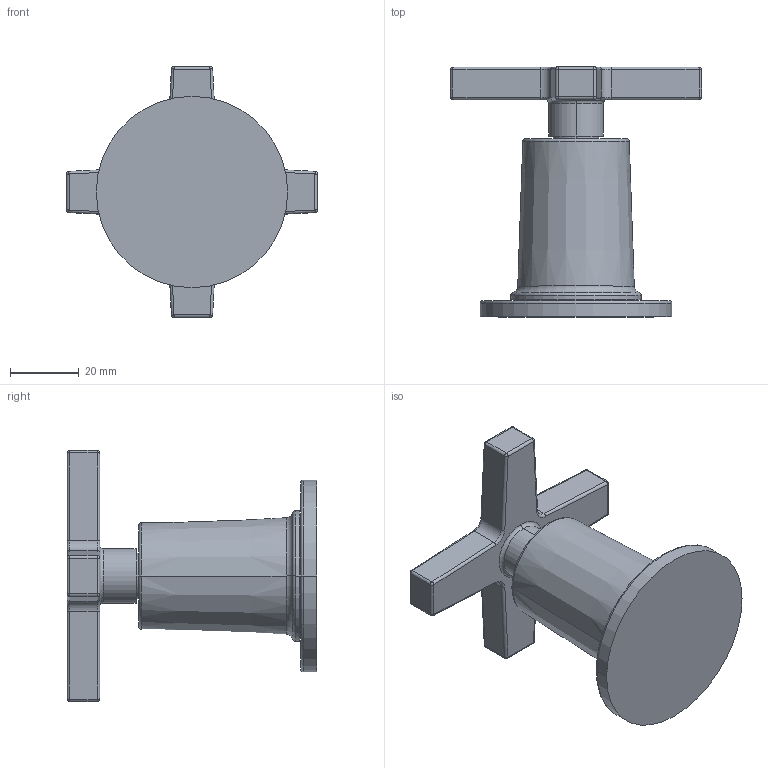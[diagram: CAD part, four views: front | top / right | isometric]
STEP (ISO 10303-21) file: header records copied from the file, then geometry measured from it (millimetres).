
FILE_DESCRIPTION((''),'2;1');
FILE_NAME('3-573','2021-01-04T14:02:54',('jinson.thomas'),(''),'CREO PARAMETRIC BY PTC INC, 2018400','CREO PARAMETRIC BY PTC INC, 2018400','');
FILE_SCHEMA(('CONFIG_CONTROL_DESIGN'));
Length unit declared in the file: inch
Products named in the file (1): 3-573
Bounding box: 73.3 x 72.9 x 73.3 mm (x, y, z)
Volume: 71024.1 mm3; surface area: 17174.3 mm2
Topology: 1 solids, 1 shells, 101 faces, 206 edges, 112 vertices
Faces by surface type: cylinder 46, plane 19, torus 18, sphere 16, cone 2
Entity records: 2654 total; most frequent: DIRECTION 530, CARTESIAN_POINT 419, ORIENTED_EDGE 412, AXIS2_PLACEMENT_3D 223, EDGE_CURVE 206, CIRCLE 122, VERTEX_POINT 112, EDGE_LOOP 106
